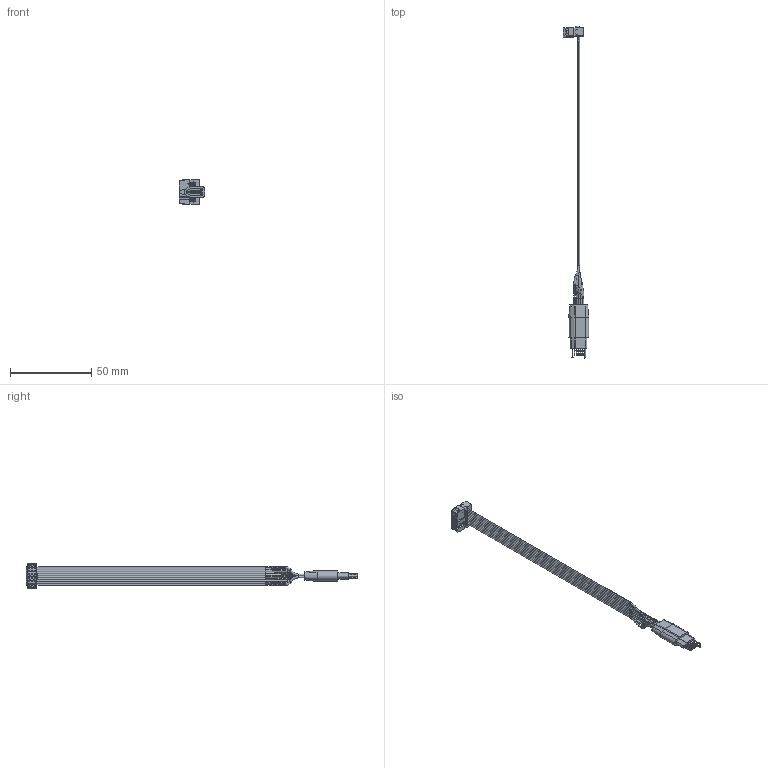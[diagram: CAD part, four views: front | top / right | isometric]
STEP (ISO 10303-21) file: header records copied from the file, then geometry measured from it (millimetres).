
FILE_DESCRIPTION (( 'STEP AP214' ), '1' );
FILE_NAME ('TC2050-IDC-NL.STEP', '2020-03-31T20:12:42', ( '' ), ( '' ), 'SwSTEP 2.0', 'SolidWorks 2017', '' );
FILE_SCHEMA (( 'AUTOMOTIVE_DESIGN' ));
Length unit declared in the file: inch
Products named in the file (1): TC2050-IDC-NL
Bounding box: 15.75 x 204.41 x 15.24 mm (x, y, z)
Volume: 4310.3 mm3; surface area: 8394.5 mm2
Topology: 35 solids, 35 shells, 648 faces, 1533 edges, 976 vertices
Faces by surface type: plane 409, cylinder 136, torus 98, cone 5
Entity records: 19040 total; most frequent: CARTESIAN_POINT 3398, DIRECTION 3320, ORIENTED_EDGE 3066, EDGE_CURVE 1533, AXIS2_PLACEMENT_3D 1218, VERTEX_POINT 976, LINE 884, VECTOR 884
